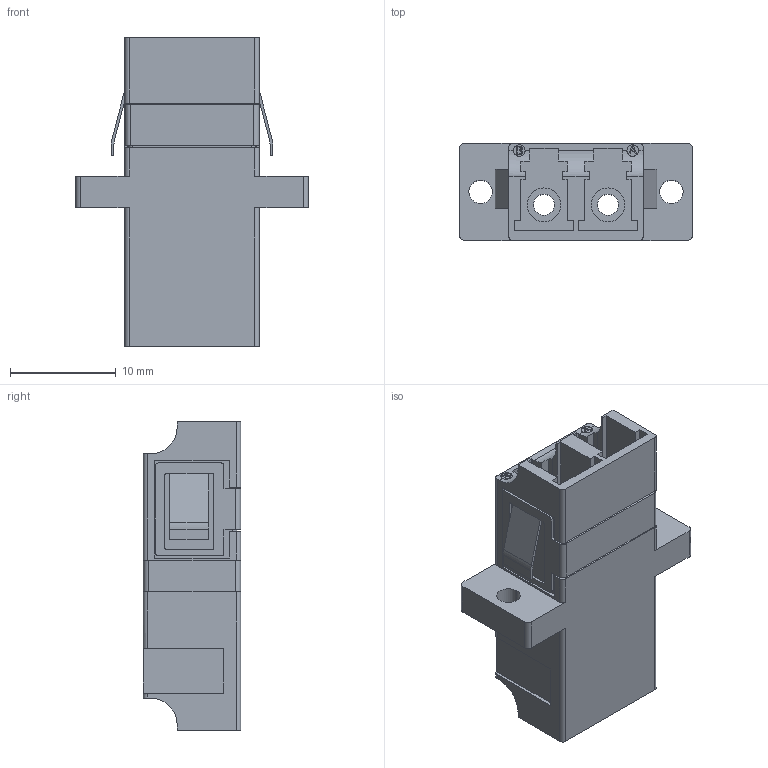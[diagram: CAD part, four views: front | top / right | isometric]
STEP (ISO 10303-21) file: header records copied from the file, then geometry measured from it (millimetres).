
FILE_DESCRIPTION (( 'STEP AP214' ), '1' );
FILE_NAME ('FOA-974_3D.step', '2025-11-18T14:56:55', ( '' ), ( '' ), 'SwSTEP 2.0', 'SolidWorks 2025', '' );
FILE_SCHEMA (( 'AUTOMOTIVE_DESIGN' ));
Length unit declared in the file: inch
Products named in the file (3): FOA-974_MOUNTING CLIP; FOA-974; FOA-974_3D
Assembly tree (2 placements, depth 2):
  FOA-974_3D
    FOA-974
    FOA-974_MOUNTING CLIP
Bounding box: 22.01 x 9.2 x 29.2 mm (x, y, z)
Volume: 1880.7 mm3; surface area: 3559 mm2
Topology: 2 solids, 2 shells, 387 faces, 1107 edges, 730 vertices
Faces by surface type: plane 292, cylinder 71, bspline 24
Entity records: 13741 total; most frequent: CARTESIAN_POINT 3507, ORIENTED_EDGE 2214, DIRECTION 1949, EDGE_CURVE 1107, VECTOR 893, LINE 893, VERTEX_POINT 730, AXIS2_PLACEMENT_3D 528
